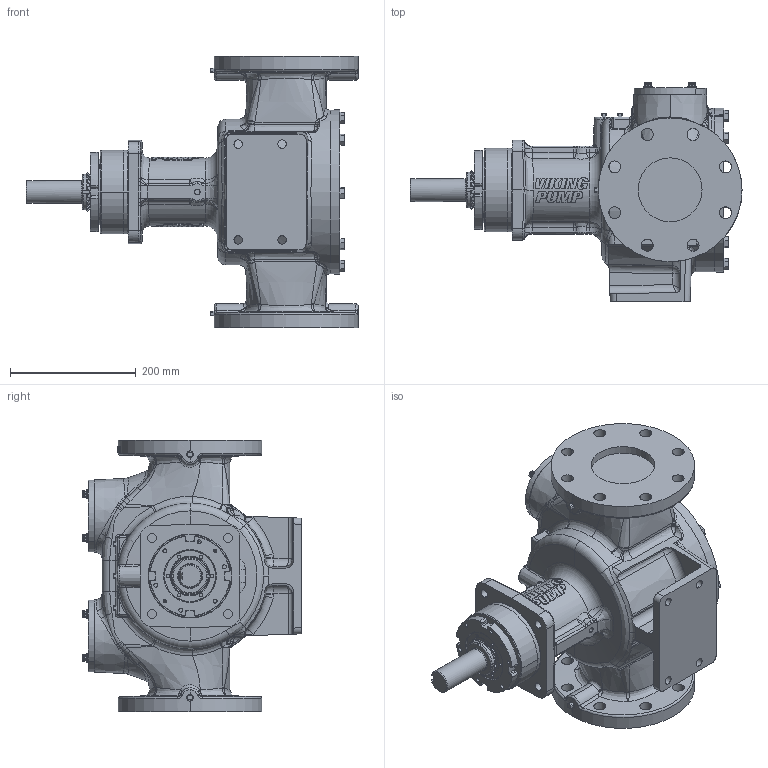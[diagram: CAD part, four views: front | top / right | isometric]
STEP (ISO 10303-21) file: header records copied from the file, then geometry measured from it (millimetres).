
FILE_DESCRIPTION (( 'STEP AP214' ), '1' );
FILE_NAME ('LQE4195.STEP', '2017-02-20T22:18:10', ( '' ), ( '' ), 'SwSTEP 2.0', 'SolidWorks 2016', '' );
FILE_SCHEMA (( 'AUTOMOTIVE_DESIGN' ));
Length unit declared in the file: inch
Products named in the file (1): LQE4195
Bounding box: 527.88 x 349.38 x 431.8 mm (x, y, z)
Volume: 18019148.5 mm3; surface area: 752091.6 mm2
Topology: 1 solids, 1 shells, 1999 faces, 5130 edges, 3187 vertices
Faces by surface type: plane 622, bspline 564, cylinder 425, cone 297, torus 64, sphere 27
Entity records: 156165 total; most frequent: CARTESIAN_POINT 99702, ORIENTED_EDGE 10158, DIRECTION 7190, EDGE_CURVE 5079, VERTEX_POINT 3186, AXIS2_PLACEMENT_3D 2854, EDGE_LOOP 2153, B_SPLINE_CURVE_WITH_KNOTS 2084
